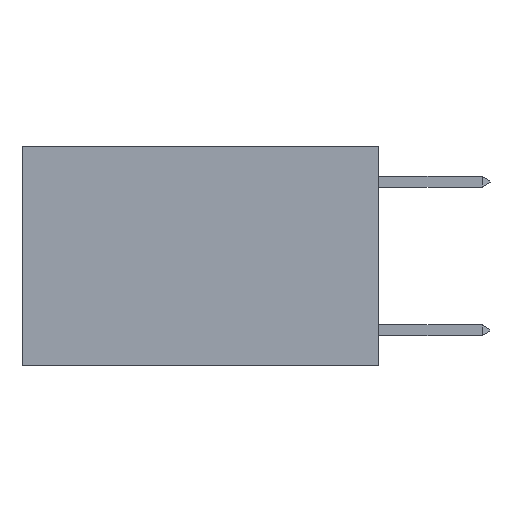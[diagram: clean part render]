
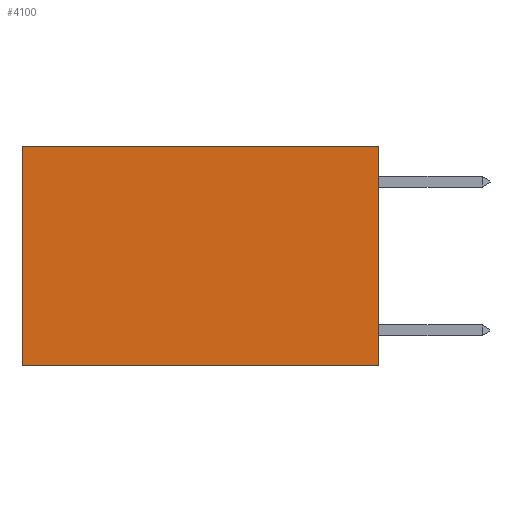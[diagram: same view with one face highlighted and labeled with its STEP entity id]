
A CAD part, left-side view. The second image highlights one B-rep face of the part: STEP entity #4100.
In plain terms, the highlighted planar face has unit normal (-1, 0, 0).
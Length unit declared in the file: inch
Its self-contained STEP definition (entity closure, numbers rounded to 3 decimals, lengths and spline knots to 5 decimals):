
#787 = VECTOR ( 'NONE', #4266, 39.37008 ) ;
#1082 = ORIENTED_EDGE ( 'NONE', *, *, #8267, .T. ) ;
#1329 = ORIENTED_EDGE ( 'NONE', *, *, #2805, .F. ) ;
#1574 = DIRECTION ( 'NONE',  ( 0., 0., -1. ) ) ;
#1955 = FACE_OUTER_BOUND ( 'NONE', #3294, .T. ) ;
#2124 = CARTESIAN_POINT ( 'NONE',  ( 0.2625, 0., -0.37 ) ) ;
#2131 = VECTOR ( 'NONE', #5694, 39.37008 ) ;
#2805 = EDGE_CURVE ( 'NONE', #7720, #5543, #8791, .T. ) ;
#3130 = AXIS2_PLACEMENT_3D ( 'NONE', #8276, #6644, #1574 ) ;
#3294 = EDGE_LOOP ( 'NONE', ( #1082, #1329, #6518, #3915 ) ) ;
#3515 = CARTESIAN_POINT ( 'NONE',  ( 0.2625, 0., 0. ) ) ;
#3788 = CARTESIAN_POINT ( 'NONE',  ( 0.2625, 0.6, 0. ) ) ;
#3915 = ORIENTED_EDGE ( 'NONE', *, *, #8058, .T. ) ;
#3985 = EDGE_CURVE ( 'NONE', #6851, #7720, #5568, .T. ) ;
#3994 = CARTESIAN_POINT ( 'NONE',  ( 0.2625, 0., 0. ) ) ;
#4100 = ADVANCED_FACE ( 'NONE', ( #1955 ), #4988, .F. ) ;
#4134 = CARTESIAN_POINT ( 'NONE',  ( 0.2625, 0.6, -0.37 ) ) ;
#4266 = DIRECTION ( 'NONE',  ( 0., 0., -1. ) ) ;
#4842 = CARTESIAN_POINT ( 'NONE',  ( 0.2625, 0., 0. ) ) ;
#4934 = DIRECTION ( 'NONE',  ( 0., 1., 0. ) ) ;
#4988 = PLANE ( 'NONE',  #3130 ) ;
#5114 = CARTESIAN_POINT ( 'NONE',  ( 0.2625, 0.6, 0. ) ) ;
#5384 = LINE ( 'NONE', #5114, #787 ) ;
#5543 = VERTEX_POINT ( 'NONE', #4134 ) ;
#5568 = LINE ( 'NONE', #3994, #7503 ) ;
#5694 = DIRECTION ( 'NONE',  ( 0., 1., 0. ) ) ;
#6518 = ORIENTED_EDGE ( 'NONE', *, *, #3985, .F. ) ;
#6614 = LINE ( 'NONE', #4842, #2131 ) ;
#6644 = DIRECTION ( 'NONE',  ( 1., 0., 0. ) ) ;
#6851 = VERTEX_POINT ( 'NONE', #3515 ) ;
#7503 = VECTOR ( 'NONE', #8988, 39.37008 ) ;
#7720 = VERTEX_POINT ( 'NONE', #2124 ) ;
#7900 = VERTEX_POINT ( 'NONE', #3788 ) ;
#8058 = EDGE_CURVE ( 'NONE', #6851, #7900, #6614, .T. ) ;
#8267 = EDGE_CURVE ( 'NONE', #7900, #5543, #5384, .T. ) ;
#8276 = CARTESIAN_POINT ( 'NONE',  ( 0.2625, 0., 0. ) ) ;
#8791 = LINE ( 'NONE', #10711, #9040 ) ;
#8988 = DIRECTION ( 'NONE',  ( 0., 0., -1. ) ) ;
#9040 = VECTOR ( 'NONE', #4934, 39.37008 ) ;
#10711 = CARTESIAN_POINT ( 'NONE',  ( 0.2625, 0., -0.37 ) ) ;
